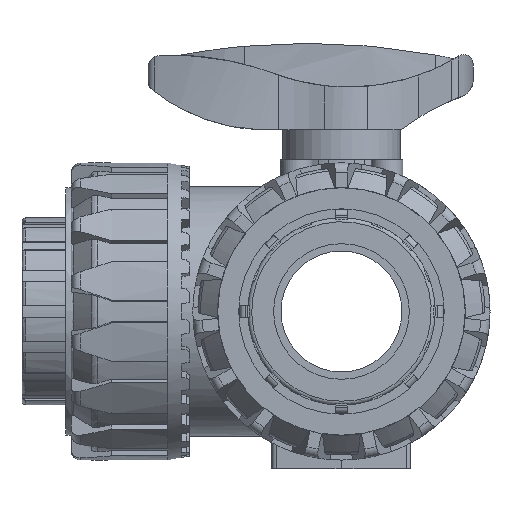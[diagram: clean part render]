
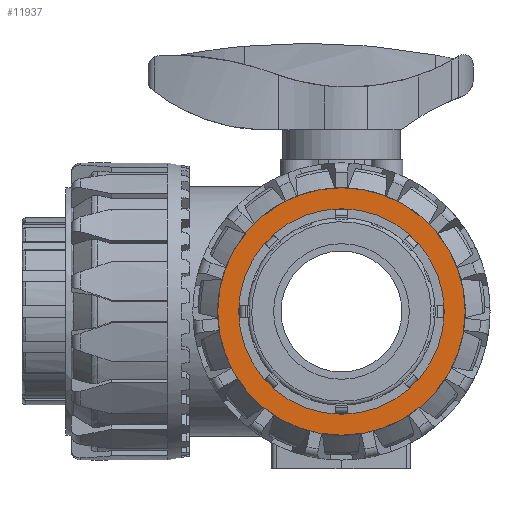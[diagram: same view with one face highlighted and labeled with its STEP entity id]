
A CAD part, front view. The second image highlights one B-rep face of the part: STEP entity #11937.
In plain terms, the highlighted face is planar.
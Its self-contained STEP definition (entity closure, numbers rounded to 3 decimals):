
#2565=PLANE($,#13209);
#2686=FACE_BOUND($,#3851,.T.);
#2687=FACE_BOUND($,#3852,.T.);
#3851=EDGE_LOOP($,(#10337));
#3852=EDGE_LOOP($,(#10338));
#4378=CIRCLE($,#13115,34.);
#4402=CIRCLE($,#13176,40.95);
#5451=VERTEX_POINT($,#20900);
#5468=VERTEX_POINT($,#21027);
#7067=EDGE_CURVE($,#5451,#5451,#4378,.T.);
#7134=EDGE_CURVE($,#5468,#5468,#4402,.T.);
#10337=ORIENTED_EDGE($,*,*,#7067,.T.);
#10338=ORIENTED_EDGE($,*,*,#7134,.T.);
#11937=ADVANCED_FACE($,(#2686,#2687),#2565,.T.);
#13115=AXIS2_PLACEMENT_3D($,#20901,#16118,#16119);
#13176=AXIS2_PLACEMENT_3D($,#21028,#16268,#16269);
#13209=AXIS2_PLACEMENT_3D($,#21065,#16335,#16336);
#16118=DIRECTION('center_axis',(0.,0.,-1.));
#16119=DIRECTION('ref_axis',(-1.,0.,0.));
#16268=DIRECTION('center_axis',(0.,0.,1.));
#16269=DIRECTION('ref_axis',(1.,0.,0.));
#16335=DIRECTION('center_axis',(0.,0.,1.));
#16336=DIRECTION('ref_axis',(1.,0.,0.));
#20900=CARTESIAN_POINT('',(34.,0.,40.8));
#20901=CARTESIAN_POINT('Origin',(0.,0.,40.8));
#21027=CARTESIAN_POINT('',(0.,-40.95,40.8));
#21028=CARTESIAN_POINT('Origin',(0.,0.,40.8));
#21065=CARTESIAN_POINT('Origin',(0.,0.,40.8));
